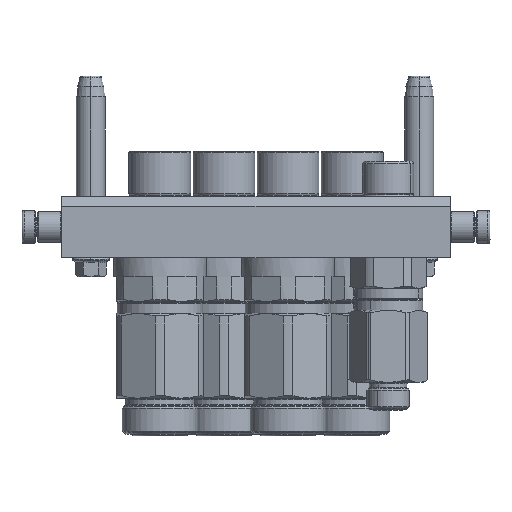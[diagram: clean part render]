
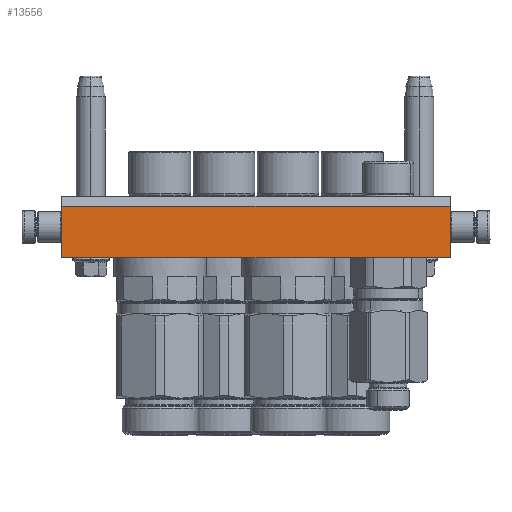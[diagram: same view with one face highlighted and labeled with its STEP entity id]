
A CAD part, left-side view. The second image highlights one B-rep face of the part: STEP entity #13556.
In plain terms, the highlighted face is planar.
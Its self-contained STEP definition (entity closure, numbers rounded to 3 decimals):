
#72 = ORIENTED_EDGE ( 'NONE', *, *, #8056, .F. ) ;
#889 = VERTEX_POINT ( 'NONE', #14283 ) ;
#2201 = DIRECTION ( 'NONE',  ( 0., 1., 0. ) ) ;
#2305 = VERTEX_POINT ( 'NONE', #54702 ) ;
#4317 = DIRECTION ( 'NONE',  ( 0., 0., -1. ) ) ;
#4690 = VECTOR ( 'NONE', #12574, 1000. ) ;
#8056 = EDGE_CURVE ( 'NONE', #14297, #19581, #21520, .T. ) ;
#8480 = LINE ( 'NONE', #72887, #4690 ) ;
#9151 = FACE_OUTER_BOUND ( 'NONE', #53502, .T. ) ;
#10678 = DIRECTION ( 'NONE',  ( 0., 1., 0. ) ) ;
#10745 = LINE ( 'NONE', #40795, #69445 ) ;
#11110 = PLANE ( 'NONE',  #16062 ) ;
#12574 = DIRECTION ( 'NONE',  ( -1., 0., 0. ) ) ;
#13556 = ADVANCED_FACE ( 'NONE', ( #9151 ), #11110, .T. ) ;
#14283 = CARTESIAN_POINT ( 'NONE',  ( -94., 15., -45. ) ) ;
#14297 = VERTEX_POINT ( 'NONE', #26015 ) ;
#16062 = AXIS2_PLACEMENT_3D ( 'NONE', #17057, #4317, #40989 ) ;
#17057 = CARTESIAN_POINT ( 'NONE',  ( 94., -15., -45. ) ) ;
#19581 = VERTEX_POINT ( 'NONE', #63674 ) ;
#20369 = CARTESIAN_POINT ( 'NONE',  ( -94., -10., -45. ) ) ;
#21520 = LINE ( 'NONE', #46285, #31765 ) ;
#26015 = CARTESIAN_POINT ( 'NONE',  ( 94., -10., -45. ) ) ;
#27417 = EDGE_CURVE ( 'NONE', #2305, #14297, #10745, .T. ) ;
#29793 = EDGE_CURVE ( 'NONE', #2305, #889, #46489, .T. ) ;
#31765 = VECTOR ( 'NONE', #10678, 1000. ) ;
#32738 = EDGE_CURVE ( 'NONE', #19581, #889, #8480, .T. ) ;
#40795 = CARTESIAN_POINT ( 'NONE',  ( -94., -10., -45. ) ) ;
#40989 = DIRECTION ( 'NONE',  ( -1., 0., 0. ) ) ;
#46285 = CARTESIAN_POINT ( 'NONE',  ( 94., -10., -45. ) ) ;
#46489 = LINE ( 'NONE', #20369, #60460 ) ;
#48692 = ORIENTED_EDGE ( 'NONE', *, *, #29793, .T. ) ;
#53502 = EDGE_LOOP ( 'NONE', ( #48692, #69202, #72, #55391 ) ) ;
#54702 = CARTESIAN_POINT ( 'NONE',  ( -94., -10., -45. ) ) ;
#55391 = ORIENTED_EDGE ( 'NONE', *, *, #27417, .F. ) ;
#60460 = VECTOR ( 'NONE', #2201, 1000. ) ;
#63674 = CARTESIAN_POINT ( 'NONE',  ( 94., 15., -45. ) ) ;
#69202 = ORIENTED_EDGE ( 'NONE', *, *, #32738, .F. ) ;
#69445 = VECTOR ( 'NONE', #70265, 1000. ) ;
#70265 = DIRECTION ( 'NONE',  ( 1., 0., 0. ) ) ;
#72887 = CARTESIAN_POINT ( 'NONE',  ( 94., 15., -45. ) ) ;
